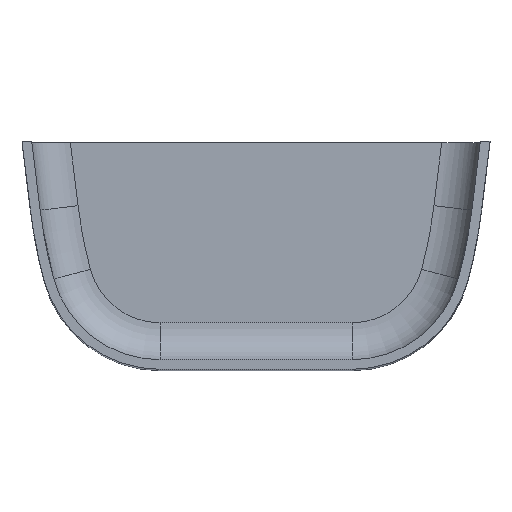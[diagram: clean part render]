
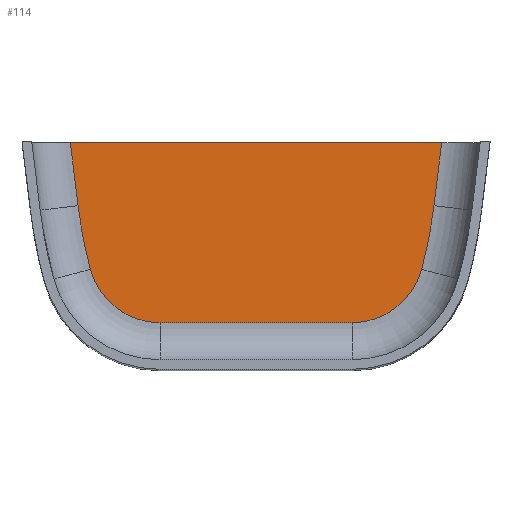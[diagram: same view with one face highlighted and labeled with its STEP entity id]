
A CAD part, top view. The second image highlights one B-rep face of the part: STEP entity #114.
In plain terms, the highlighted planar face has unit normal (0, 0, 1).
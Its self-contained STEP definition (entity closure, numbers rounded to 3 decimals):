
#41 = CARTESIAN_POINT ( 'NONE',  ( -40., 20., -346. ) ) ;
#54 = CARTESIAN_POINT ( 'NONE',  ( -40., 50., -346. ) ) ;
#58 = CARTESIAN_POINT ( 'NONE',  ( 77.35, 95., -346. ) ) ;
#59 = CARTESIAN_POINT ( 'NONE',  ( -119.412, 92.576, -346. ) ) ;
#114 = ADVANCED_FACE ( 'NONE', ( #1022 ), #832, .F. ) ;
#169 = CARTESIAN_POINT ( 'NONE',  ( 119.412, 92.576, -346. ) ) ;
#177 = DIRECTION ( 'NONE',  ( -1., 0., 0. ) ) ;
#181 = DIRECTION ( 'NONE',  ( -1., 0., 0. ) ) ;
#208 = VECTOR ( 'NONE', #431, 1000. ) ;
#215 = VERTEX_POINT ( 'NONE', #656 ) ;
#237 = VERTEX_POINT ( 'NONE', #289 ) ;
#258 = CIRCLE ( 'NONE', #274, 195. ) ;
#274 = AXIS2_PLACEMENT_3D ( 'NONE', #59, #886, #181 ) ;
#289 = CARTESIAN_POINT ( 'NONE',  ( -68.984, 42.259, -346. ) ) ;
#316 = DIRECTION ( 'NONE',  ( -1., 0., 0. ) ) ;
#326 = CARTESIAN_POINT ( 'NONE',  ( -77.649, 97.437, -346. ) ) ;
#340 = CARTESIAN_POINT ( 'NONE',  ( -97.5, 95., -346. ) ) ;
#364 = AXIS2_PLACEMENT_3D ( 'NONE', #1020, #380, #1128 ) ;
#380 = DIRECTION ( 'NONE',  ( 0., 0., -1. ) ) ;
#412 = CARTESIAN_POINT ( 'NONE',  ( -74.134, 68.812, -346. ) ) ;
#416 = EDGE_LOOP ( 'NONE', ( #902, #1233, #749, #504, #1321, #907, #572, #1136 ) ) ;
#418 = VERTEX_POINT ( 'NONE', #544 ) ;
#431 = DIRECTION ( 'NONE',  ( -1., 0., 0. ) ) ;
#444 = VERTEX_POINT ( 'NONE', #412 ) ;
#447 = DIRECTION ( 'NONE',  ( -0.122, 0.993, 0. ) ) ;
#503 = EDGE_CURVE ( 'NONE', #237, #444, #1370, .T. ) ;
#504 = ORIENTED_EDGE ( 'NONE', *, *, #522, .F. ) ;
#514 = EDGE_CURVE ( 'NONE', #808, #237, #1095, .T. ) ;
#516 = EDGE_CURVE ( 'NONE', #418, #808, #639, .T. ) ;
#522 = EDGE_CURVE ( 'NONE', #1163, #418, #839, .T. ) ;
#525 = VECTOR ( 'NONE', #784, 1000. ) ;
#528 = EDGE_CURVE ( 'NONE', #215, #1163, #258, .T. ) ;
#539 = EDGE_CURVE ( 'NONE', #963, #215, #1313, .T. ) ;
#542 = EDGE_CURVE ( 'NONE', #444, #1285, #1065, .T. ) ;
#544 = CARTESIAN_POINT ( 'NONE',  ( 40., 20., -346. ) ) ;
#572 = ORIENTED_EDGE ( 'NONE', *, *, #609, .T. ) ;
#579 = CARTESIAN_POINT ( 'NONE',  ( -119.412, 20., -346. ) ) ;
#582 = CARTESIAN_POINT ( 'NONE',  ( 40., 50., -346. ) ) ;
#609 = EDGE_CURVE ( 'NONE', #963, #1285, #1255, .T. ) ;
#639 = LINE ( 'NONE', #579, #208 ) ;
#656 = CARTESIAN_POINT ( 'NONE',  ( 74.134, 68.812, -346. ) ) ;
#684 = DIRECTION ( 'NONE',  ( -1., 0., 0. ) ) ;
#695 = CARTESIAN_POINT ( 'NONE',  ( 68.984, 42.259, -346. ) ) ;
#697 = CARTESIAN_POINT ( 'NONE',  ( -77.35, 95., -346. ) ) ;
#716 = VECTOR ( 'NONE', #1194, 1000. ) ;
#749 = ORIENTED_EDGE ( 'NONE', *, *, #516, .F. ) ;
#784 = DIRECTION ( 'NONE',  ( -0.122, -0.993, 0. ) ) ;
#808 = VERTEX_POINT ( 'NONE', #41 ) ;
#832 = PLANE ( 'NONE',  #364 ) ;
#839 = CIRCLE ( 'NONE', #883, 30. ) ;
#853 = AXIS2_PLACEMENT_3D ( 'NONE', #169, #968, #316 ) ;
#883 = AXIS2_PLACEMENT_3D ( 'NONE', #582, #1262, #684 ) ;
#884 = DIRECTION ( 'NONE',  ( 0., 0., -1. ) ) ;
#886 = DIRECTION ( 'NONE',  ( 0., 0., -1. ) ) ;
#887 = AXIS2_PLACEMENT_3D ( 'NONE', #54, #884, #177 ) ;
#902 = ORIENTED_EDGE ( 'NONE', *, *, #503, .F. ) ;
#907 = ORIENTED_EDGE ( 'NONE', *, *, #539, .F. ) ;
#963 = VERTEX_POINT ( 'NONE', #58 ) ;
#968 = DIRECTION ( 'NONE',  ( 0., 0., -1. ) ) ;
#1020 = CARTESIAN_POINT ( 'NONE',  ( -119.412, 92.576, -346. ) ) ;
#1022 = FACE_OUTER_BOUND ( 'NONE', #416, .T. ) ;
#1065 = LINE ( 'NONE', #326, #1284 ) ;
#1095 = CIRCLE ( 'NONE', #887, 30. ) ;
#1128 = DIRECTION ( 'NONE',  ( -1., 0., 0. ) ) ;
#1136 = ORIENTED_EDGE ( 'NONE', *, *, #542, .F. ) ;
#1163 = VERTEX_POINT ( 'NONE', #695 ) ;
#1194 = DIRECTION ( 'NONE',  ( -1., 0., 0. ) ) ;
#1233 = ORIENTED_EDGE ( 'NONE', *, *, #514, .F. ) ;
#1255 = LINE ( 'NONE', #340, #716 ) ;
#1262 = DIRECTION ( 'NONE',  ( 0., 0., -1. ) ) ;
#1284 = VECTOR ( 'NONE', #447, 1000. ) ;
#1285 = VERTEX_POINT ( 'NONE', #697 ) ;
#1313 = LINE ( 'NONE', #1354, #525 ) ;
#1321 = ORIENTED_EDGE ( 'NONE', *, *, #528, .F. ) ;
#1354 = CARTESIAN_POINT ( 'NONE',  ( 77.649, 97.437, -346. ) ) ;
#1370 = CIRCLE ( 'NONE', #853, 195. ) ;
